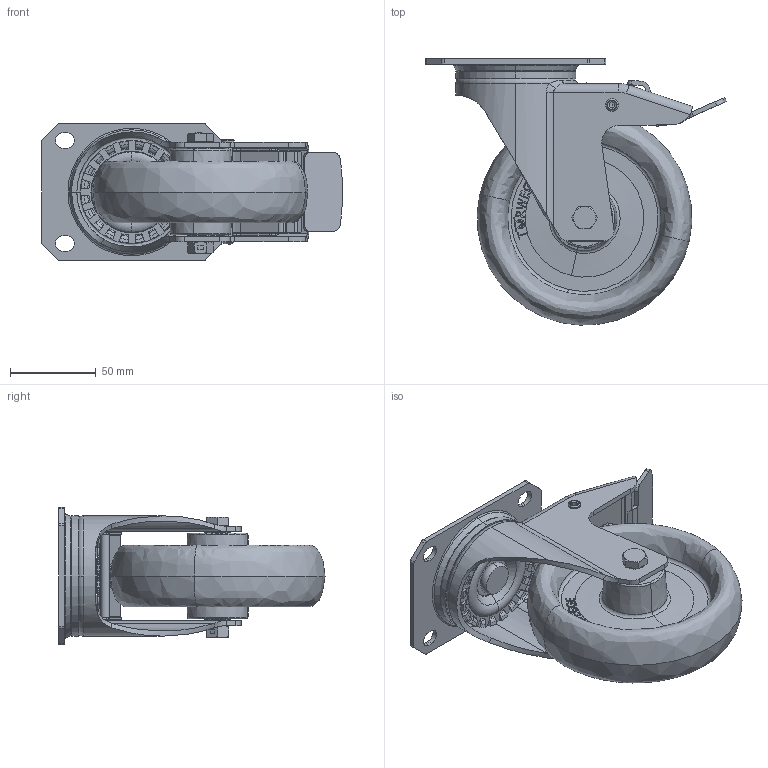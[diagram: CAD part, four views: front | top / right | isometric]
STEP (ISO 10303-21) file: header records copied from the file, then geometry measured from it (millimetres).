
FILE_DESCRIPTION (( 'STEP AP214' ), '1' );
FILE_NAME ('0056065.step', '2023-07-31T07:39:31', ( '' ), ( '' ), 'SwSTEP 2.0', 'SolidWorks 2020', '' );
FILE_SCHEMA (( 'AUTOMOTIVE_DESIGN' ));
Length unit declared in the file: millimetre
Products named in the file (1): 0056065
Bounding box: 175.08 x 154.93 x 80 mm (x, y, z)
Surface area: 121725.1 mm2 (no closed solid volume)
Topology: 0 solids, 29 shells, 728 faces, 2100 edges, 1389 vertices
Faces by surface type: plane 286, cylinder 171, torus 106, cone 92, bspline 57, sphere 16
Entity records: 35571 total; most frequent: CARTESIAN_POINT 9055, ORIENTED_EDGE 3715, DIRECTION 3685, EDGE_CURVE 2100, VERTEX_POINT 1389, AXIS2_PLACEMENT_3D 1378, VECTOR 929, LINE 929
